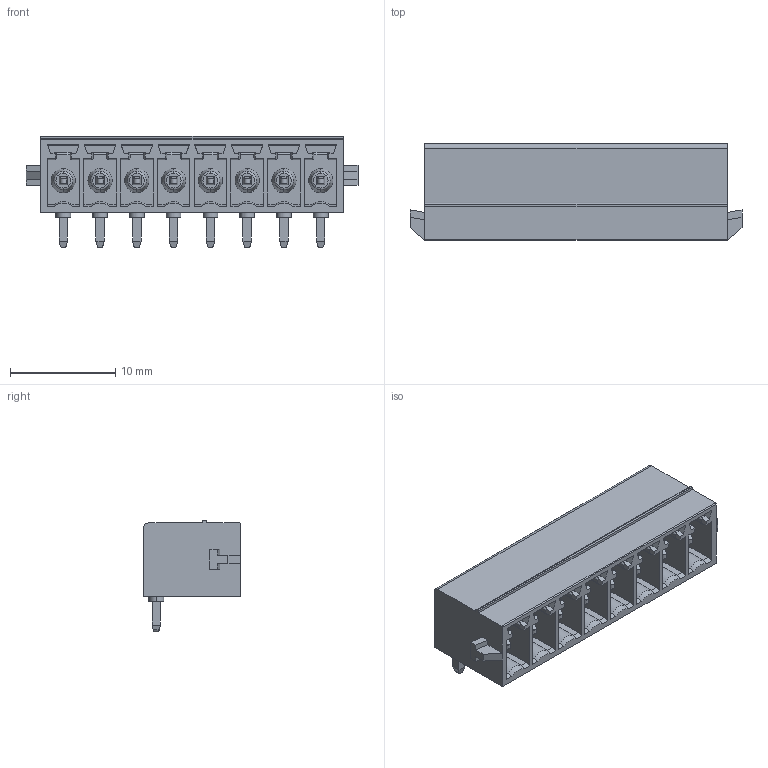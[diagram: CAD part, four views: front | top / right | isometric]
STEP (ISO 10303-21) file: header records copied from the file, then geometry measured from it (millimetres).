
FILE_DESCRIPTION(('Creo Elements/Direct Modeling STEP Export'),'2;1');
FILE_NAME('model.stp','2018-02-10T 2:08:06',(''),(''),'Creo Elements/Direct Modeling STEP processor for AP214 (Solid Model)','Creo Elements/Direct Modeling 18.1I 14-Aug-2016 (C) Parametric Technology GmbH','');
FILE_SCHEMA(('AUTOMOTIVE_DESIGN { 1 0 10303 214 1 1 1 1 }'));
Length unit declared in the file: millimetre
Products named in the file (2): MC-1.5-8-G-3.5
Assembly tree (1 placements, depth 2):
  MC-1.5-8-G-3.5
    MC-1.5-8-G-3.5
Bounding box: 31.6 x 9.2 x 10.65 mm (x, y, z)
Volume: 955.6 mm3; surface area: 2602.9 mm2
Topology: 1 solids, 1 shells, 599 faces, 1611 edges, 1062 vertices
Faces by surface type: plane 484, cylinder 75, cone 24, torus 16
Entity records: 23039 total; most frequent: CARTESIAN_POINT 3351, ORIENTED_EDGE 3222, DIRECTION 2871, EDGE_CURVE 1611, VECTOR 1291, LINE 1291, VERTEX_POINT 1062, AXIS2_PLACEMENT_3D 790
